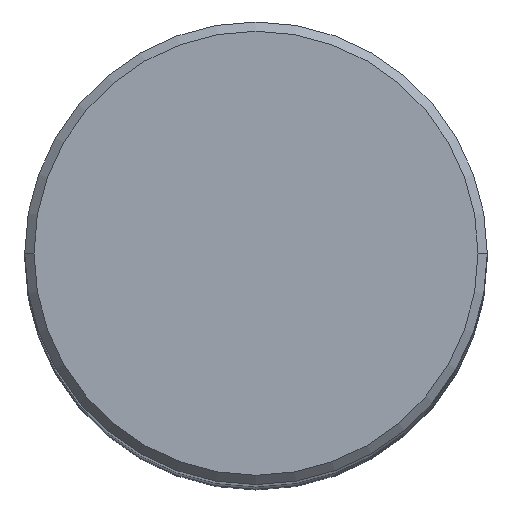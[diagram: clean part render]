
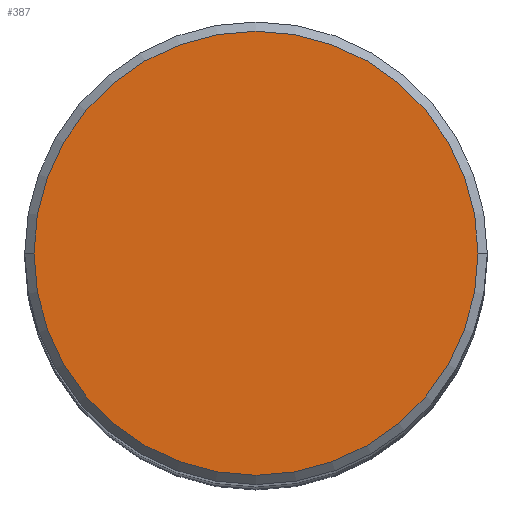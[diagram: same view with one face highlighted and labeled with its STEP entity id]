
A CAD part, top view. The second image highlights one B-rep face of the part: STEP entity #387.
In plain terms, the highlighted planar face has unit normal (0, 0, 1).
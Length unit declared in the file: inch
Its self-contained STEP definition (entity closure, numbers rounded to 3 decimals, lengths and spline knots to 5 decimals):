
#50 = VERTEX_POINT ( 'NONE', #134 ) ;
#92 = FACE_OUTER_BOUND ( 'NONE', #324, .T. ) ;
#93 = VERTEX_POINT ( 'NONE', #232 ) ;
#100 = AXIS2_PLACEMENT_3D ( 'NONE', #104, #286, #278 ) ;
#104 = CARTESIAN_POINT ( 'NONE',  ( 0., 0., 0. ) ) ;
#126 = EDGE_CURVE ( 'NONE', #50, #93, #501, .T. ) ;
#134 = CARTESIAN_POINT ( 'NONE',  ( -0.48, 0., 0. ) ) ;
#138 = DIRECTION ( 'NONE',  ( -1., 0., 0. ) ) ;
#154 = AXIS2_PLACEMENT_3D ( 'NONE', #314, #180, #138 ) ;
#166 = DIRECTION ( 'NONE',  ( 0., 0., 1. ) ) ;
#170 = DIRECTION ( 'NONE',  ( 1., 0., 0. ) ) ;
#180 = DIRECTION ( 'NONE',  ( 0., 0., -1. ) ) ;
#232 = CARTESIAN_POINT ( 'NONE',  ( 0.48, 0., 0. ) ) ;
#235 = AXIS2_PLACEMENT_3D ( 'NONE', #462, #166, #170 ) ;
#243 = CIRCLE ( 'NONE', #235, 0.48 ) ;
#278 = DIRECTION ( 'NONE',  ( 1., 0., 0. ) ) ;
#280 = EDGE_CURVE ( 'NONE', #93, #50, #243, .T. ) ;
#286 = DIRECTION ( 'NONE',  ( 0., 0., 1. ) ) ;
#303 = ORIENTED_EDGE ( 'NONE', *, *, #126, .T. ) ;
#309 = ORIENTED_EDGE ( 'NONE', *, *, #280, .T. ) ;
#314 = CARTESIAN_POINT ( 'NONE',  ( 0., 0.48, 0. ) ) ;
#324 = EDGE_LOOP ( 'NONE', ( #303, #309 ) ) ;
#387 = ADVANCED_FACE ( 'NONE', ( #92 ), #442, .F. ) ;
#442 = PLANE ( 'NONE',  #154 ) ;
#462 = CARTESIAN_POINT ( 'NONE',  ( 0., 0., 0. ) ) ;
#501 = CIRCLE ( 'NONE', #100, 0.48 ) ;
